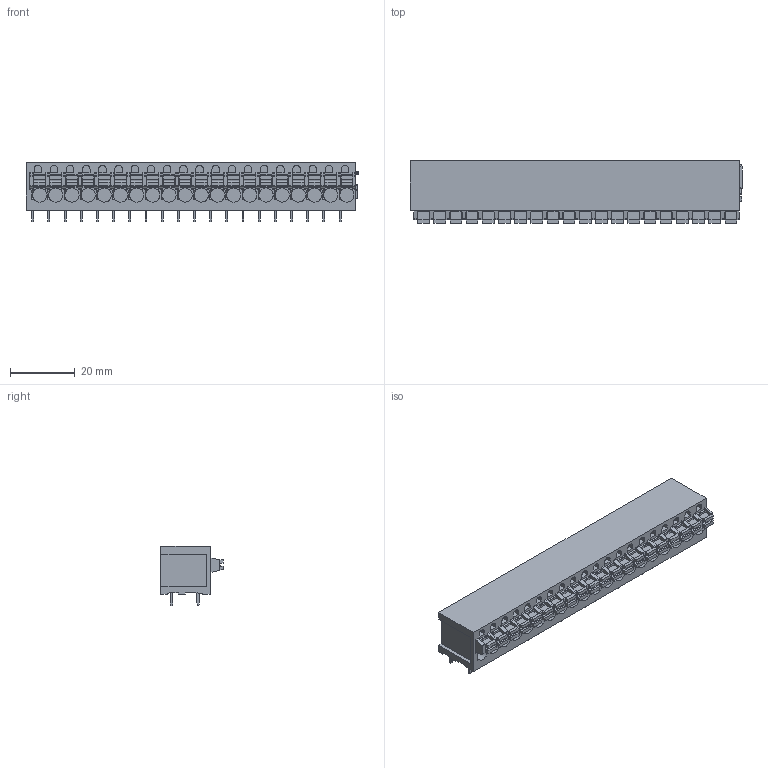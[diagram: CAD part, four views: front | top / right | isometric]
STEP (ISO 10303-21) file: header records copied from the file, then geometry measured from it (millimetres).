
FILE_DESCRIPTION(('CATIA V5 STEP Exchange','CAx-IF Rec.Pracs.--- Model Styling and Organization---1.2---2011-12-15'),'2;1');
FILE_NAME ('D1451195_0_1331910000_1331910000.stp','2018-09-07T09:50:02+00:00',('none'),('Weidmueller'),'CATIA Version 5-6 Release 2014','CATIA V5 STEP AP214','none');
FILE_SCHEMA(('AUTOMOTIVE_DESIGN { 1 0 10303 214 1 1 1 1 }'));
Length unit declared in the file: millimetre
Products named in the file (1): 1331910000
Bounding box: 102.65 x 19.2 x 18.3 mm (x, y, z)
Volume: 21255.3 mm3; surface area: 12434.5 mm2
Topology: 61 solids, 61 shells, 1342 faces, 3531 edges, 2354 vertices
Faces by surface type: plane 1043, cylinder 299
Entity records: 37241 total; most frequent: ORIENTED_EDGE 7062, CARTESIAN_POINT 6782, DIRECTION 4823, EDGE_CURVE 3531, VECTOR 2873, LINE 2873, VERTEX_POINT 2354, EDGE_LOOP 1385
